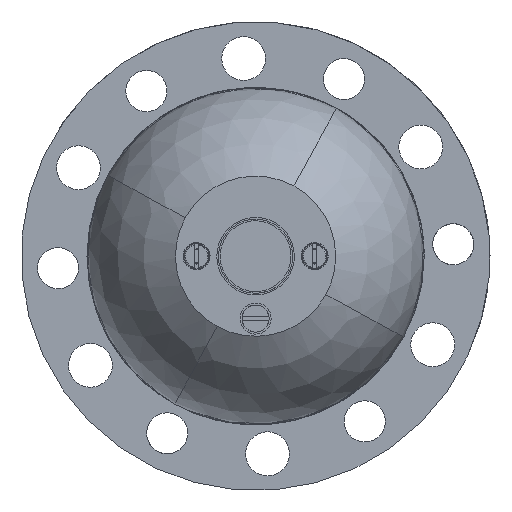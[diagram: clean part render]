
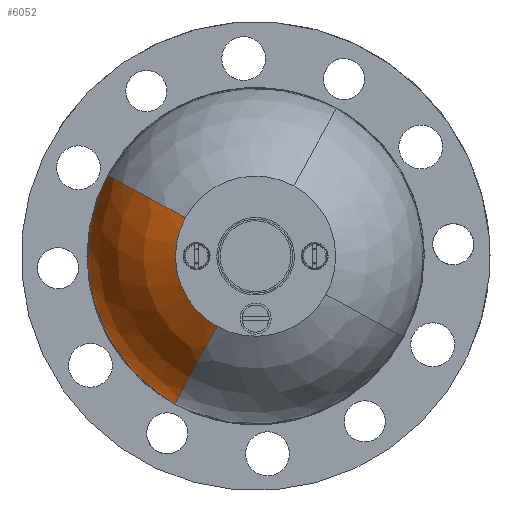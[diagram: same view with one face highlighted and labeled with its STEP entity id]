
A CAD part, front view. The second image highlights one B-rep face of the part: STEP entity #6052.
In plain terms, the highlighted spherical face has radius 25 mm.
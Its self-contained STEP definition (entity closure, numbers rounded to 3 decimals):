
#5962=AXIS2_PLACEMENT_3D('Circle Axis2P3D',#5960,#5961,$) ;
#6005=AXIS2_PLACEMENT_3D('Circle Axis2P3D',#6003,#6004,$) ;
#6032=AXIS2_PLACEMENT_3D('Sphere Axis2P3D',#6029,#6030,#6031) ;
#6036=AXIS2_PLACEMENT_3D('Circle Axis2P3D',#6034,#6035,$) ;
#6043=AXIS2_PLACEMENT_3D('Circle Axis2P3D',#6041,#6042,$) ;
#5943=CARTESIAN_POINT('Vertex',(-20.782,-254.508,11.353)) ;
#5957=CARTESIAN_POINT('Vertex',(-11.353,-254.508,-20.782)) ;
#5960=CARTESIAN_POINT('Axis2P3D Location',(0.,-254.508,0.)) ;
#6003=CARTESIAN_POINT('Axis2P3D Location',(0.,-262.52,0.)) ;
#6007=CARTESIAN_POINT('Vertex',(-5.693,-284.52,-10.421)) ;
#6029=CARTESIAN_POINT('Axis2P3D Location',(0.,-262.52,0.)) ;
#6034=CARTESIAN_POINT('Axis2P3D Location',(0.,-284.52,0.)) ;
#6038=CARTESIAN_POINT('Vertex',(-10.421,-284.52,5.693)) ;
#6041=CARTESIAN_POINT('Axis2P3D Location',(0.,-262.52,0.)) ;
#5961=DIRECTION('Axis2P3D Direction',(0.,-1.,0.)) ;
#6004=DIRECTION('Axis2P3D Direction',(0.878,0.,-0.479)) ;
#6030=DIRECTION('Axis2P3D Direction',(0.,1.,0.)) ;
#6031=DIRECTION('Axis2P3D XDirection',(-0.479,0.,-0.878)) ;
#6035=DIRECTION('Axis2P3D Direction',(0.,1.,0.)) ;
#6042=DIRECTION('Axis2P3D Direction',(-0.479,0.,-0.878)) ;
#6047=ORIENTED_EDGE('',*,*,#6009,.F.) ;
#6048=ORIENTED_EDGE('',*,*,#6040,.T.) ;
#6049=ORIENTED_EDGE('',*,*,#6045,.T.) ;
#6050=ORIENTED_EDGE('',*,*,#5964,.F.) ;
#6052=ADVANCED_FACE('Brep With Voids',(#6051),#6033,.T.) ;
#5963=CIRCLE('generated circle',#5962,23.681) ;
#6006=CIRCLE('generated circle',#6005,25.) ;
#6037=CIRCLE('generated circle',#6036,11.874) ;
#6044=CIRCLE('generated circle',#6043,25.) ;
#5964=EDGE_CURVE('',#5958,#5944,#5963,.F.) ;
#6009=EDGE_CURVE('',#6008,#5958,#6006,.T.) ;
#6040=EDGE_CURVE('',#6008,#6039,#6037,.T.) ;
#6045=EDGE_CURVE('',#6039,#5944,#6044,.T.) ;
#6046=EDGE_LOOP('',(#6047,#6048,#6049,#6050)) ;
#6051=FACE_OUTER_BOUND('',#6046,.T.) ;
#6033=SPHERICAL_SURFACE('',#6032,25.) ;
#5944=VERTEX_POINT('',#5943) ;
#5958=VERTEX_POINT('',#5957) ;
#6008=VERTEX_POINT('',#6007) ;
#6039=VERTEX_POINT('',#6038) ;
